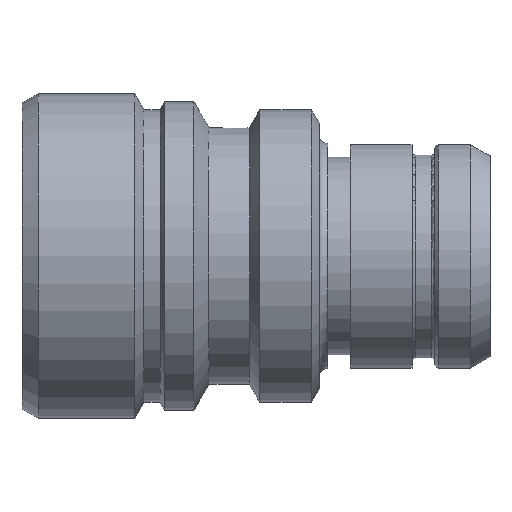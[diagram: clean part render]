
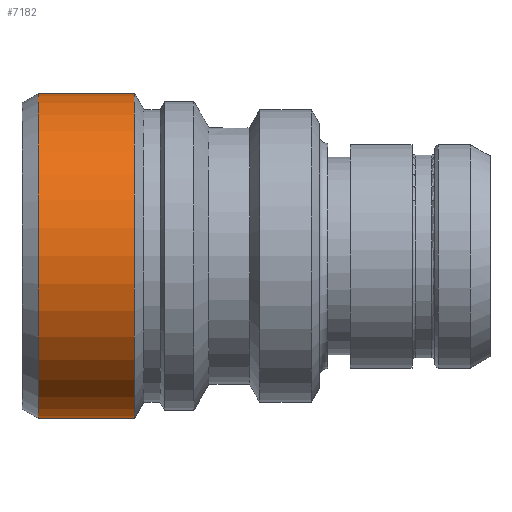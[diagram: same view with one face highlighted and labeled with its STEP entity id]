
A CAD part, top view. The second image highlights one B-rep face of the part: STEP entity #7182.
In plain terms, the highlighted cylindrical face has radius 10 mm (diameter 20 mm), a partial arc.
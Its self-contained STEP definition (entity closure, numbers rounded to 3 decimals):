
#260=CARTESIAN_POINT('',(1.,0.,0.));
#261=DIRECTION('',(1.,0.,0.));
#262=DIRECTION('',(0.,1.,0.));
#263=AXIS2_PLACEMENT_3D('',#260,#261,#262);
#265=CARTESIAN_POINT('',(6.923,0.,0.));
#266=DIRECTION('',(1.,0.,0.));
#267=DIRECTION('',(0.,1.,0.));
#268=AXIS2_PLACEMENT_3D('',#265,#266,#267);
#270=DIRECTION('',(-1.,0.,0.));
#271=VECTOR('',#270,5.923);
#272=CARTESIAN_POINT('',(6.923,10.,0.));
#273=LINE('666',#272,#271);
#274=DIRECTION('',(-1.,0.,0.));
#275=VECTOR('',#274,5.923);
#276=CARTESIAN_POINT('',(6.923,-10.,0.));
#277=LINE('681',#276,#275);
#5730=CARTESIAN_POINT('',(6.923,10.,0.));
#5731=VERTEX_POINT('',#5730);
#5732=CARTESIAN_POINT('',(1.,10.,0.));
#5733=VERTEX_POINT('',#5732);
#5766=CARTESIAN_POINT('',(6.923,-10.,0.));
#5767=VERTEX_POINT('',#5766);
#5768=CARTESIAN_POINT('',(1.,-10.,0.));
#5769=VERTEX_POINT('',#5768);
#7168=CARTESIAN_POINT('',(-1.44,0.,0.));
#7169=DIRECTION('',(1.,0.,0.));
#7170=DIRECTION('',(0.,-1.,0.));
#7171=AXIS2_PLACEMENT_3D('',#7168,#7169,#7170);
#7172=CYLINDRICAL_SURFACE('276',#7171,10.);
#7174=ORIENTED_EDGE('666',*,*,#7173,.F.);
#7176=ORIENTED_EDGE('699',*,*,#7175,.T.);
#7178=ORIENTED_EDGE('681',*,*,#7177,.T.);
#7179=ORIENTED_EDGE('700',*,*,#7154,.F.);
#7180=EDGE_LOOP('276',(#7174,#7176,#7178,#7179));
#7181=FACE_OUTER_BOUND('276',#7180,.F.);
#264=CIRCLE('700',#263,10.);
#269=CIRCLE('699',#268,10.);
#7154=EDGE_CURVE('700',#5733,#5769,#264,.T.);
#7173=EDGE_CURVE('666',#5731,#5733,#273,.T.);
#7175=EDGE_CURVE('699',#5731,#5767,#269,.T.);
#7177=EDGE_CURVE('681',#5767,#5769,#277,.T.);
#7182=ADVANCED_FACE('276',(#7181),#7172,.T.);
